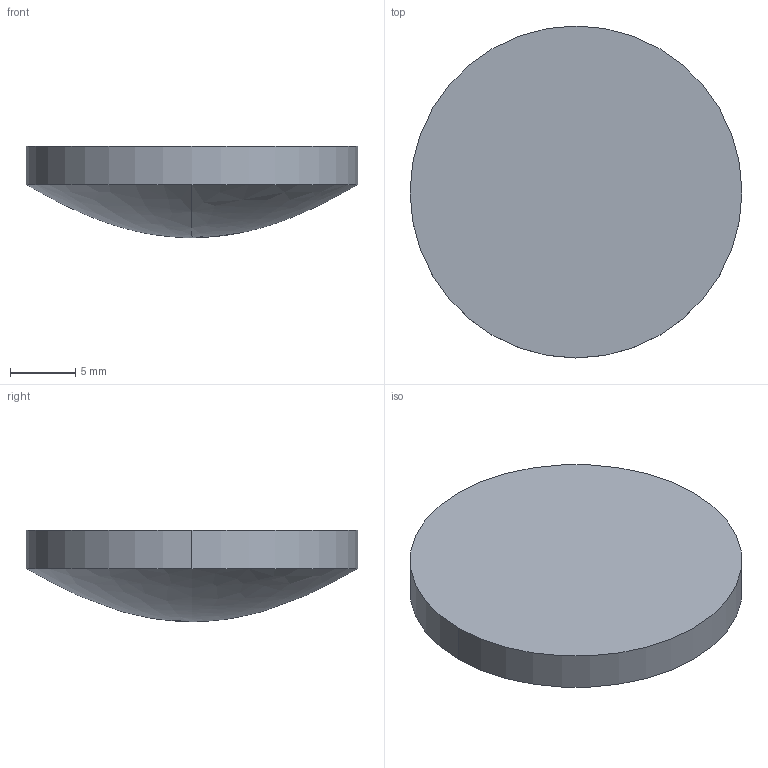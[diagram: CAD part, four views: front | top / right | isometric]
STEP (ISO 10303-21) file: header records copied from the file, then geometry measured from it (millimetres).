
FILE_DESCRIPTION (( 'STEP AP203' ), '1' );
FILE_NAME ('140006.STEP', '2021-03-15T05:15:34', ( '' ), ( '' ), 'SwSTEP 2.0', 'SolidWorks 2020', '' );
FILE_SCHEMA (( 'CONFIG_CONTROL_DESIGN' ));
Length unit declared in the file: millimetre
Products named in the file (1): 140006
Bounding box: 25.4 x 25.4 x 7 mm (x, y, z)
Volume: 2485.1 mm3; surface area: 1293.5 mm2
Topology: 1 solids, 1 shells, 5 faces, 12 edges, 7 vertices
Faces by surface type: bspline 2, cylinder 2, plane 1
Entity records: 539 total; most frequent: CARTESIAN_POINT 359, DIRECTION 22, ORIENTED_EDGE 20, AXIS2_PLACEMENT_3D 10, EDGE_CURVE 10, PERSON_AND_ORGANIZATION 8, VERTEX_POINT 7, CIRCLE 6
